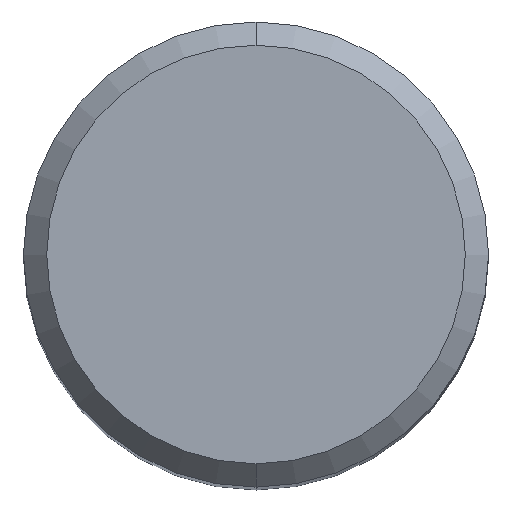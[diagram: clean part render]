
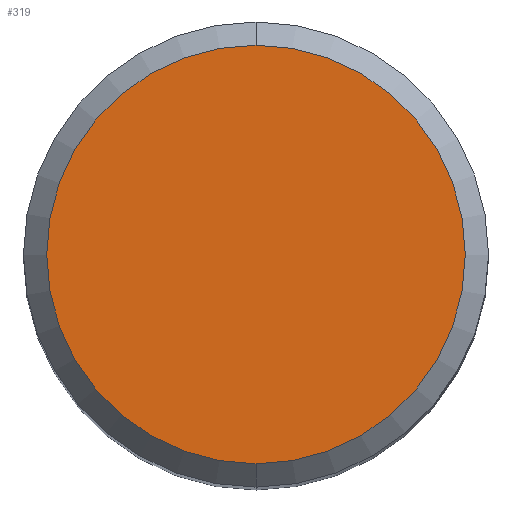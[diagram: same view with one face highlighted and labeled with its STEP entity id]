
A CAD part, top view. The second image highlights one B-rep face of the part: STEP entity #319.
In plain terms, the highlighted planar face has unit normal (0, 0, 1).
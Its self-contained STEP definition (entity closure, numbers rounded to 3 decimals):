
#185=VERTEX_POINT('',#477);
#215=EDGE_CURVE('',#235,#185,#511,.T.);
#235=VERTEX_POINT('',#533);
#319=ADVANCED_FACE('',(#628),#629,.T.);
#387=EDGE_CURVE('',#185,#235,#702,.T.);
#477=CARTESIAN_POINT('',(0.0,5.4,0.0));
#511=CIRCLE('',#874,5.4);
#533=CARTESIAN_POINT('',(0.,-5.4,0.0));
#628=FACE_OUTER_BOUND('',#1148,.T.);
#629=PLANE('',#1149);
#702=CIRCLE('',#1323,5.4);
#874=AXIS2_PLACEMENT_3D('',#1505,#1506,#1507);
#1148=EDGE_LOOP('',(#1661,#1662));
#1149=AXIS2_PLACEMENT_3D('',#1663,#1664,#1665);
#1323=AXIS2_PLACEMENT_3D('',#1728,#1729,#1730);
#1505=CARTESIAN_POINT('',(0.0,0.0,0.0));
#1506=DIRECTION('',(0.0,0.0,-1.0));
#1507=DIRECTION('',(0.0,1.0,0.0));
#1661=ORIENTED_EDGE('',*,*,#387,.F.);
#1662=ORIENTED_EDGE('',*,*,#215,.F.);
#1663=CARTESIAN_POINT('',(0.0,2.7,0.0));
#1664=DIRECTION('',(-0.0,0.0,1.0));
#1665=DIRECTION('',(0.0,-1.0,0.0));
#1728=CARTESIAN_POINT('',(0.0,0.0,0.0));
#1729=DIRECTION('',(0.0,0.0,-1.0));
#1730=DIRECTION('',(0.0,1.0,0.0));
